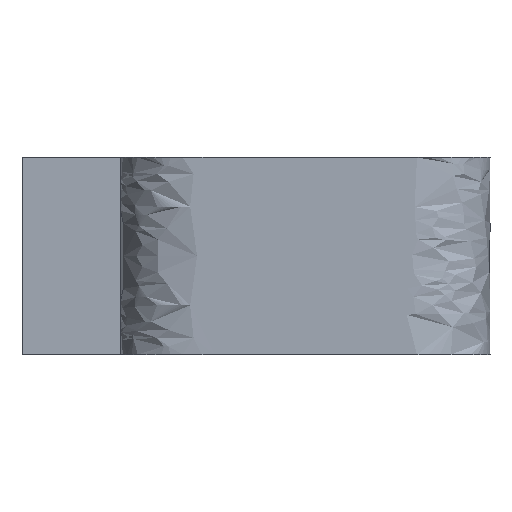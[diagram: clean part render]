
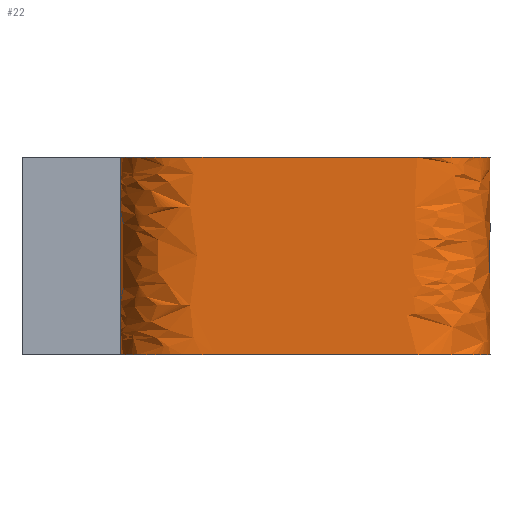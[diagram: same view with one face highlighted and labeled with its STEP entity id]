
A CAD part, left-side view. The second image highlights one B-rep face of the part: STEP entity #22.
In plain terms, the highlighted free-form (B-spline) face has degree [2, 1] with [17, 2] control points.
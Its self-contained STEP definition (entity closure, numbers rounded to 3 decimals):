
#22=ADVANCED_FACE($,(#41),#241,.T.);
#41=FACE_OUTER_BOUND($,#59,.T.);
#59=EDGE_LOOP($,(#91,#92,#93,#94));
#91=ORIENTED_EDGE($,*,*,#196,.T.);
#92=ORIENTED_EDGE($,*,*,#184,.T.);
#93=ORIENTED_EDGE($,*,*,#168,.F.);
#94=ORIENTED_EDGE($,*,*,#172,.F.);
#168=EDGE_CURVE($,#211,#213,#267,.T.);
#172=EDGE_CURVE($,#215,#211,#260,.T.);
#184=EDGE_CURVE($,#227,#213,#261,.T.);
#196=EDGE_CURVE($,#215,#227,#292,.T.);
#211=VERTEX_POINT($,#663);
#213=VERTEX_POINT($,#665);
#215=VERTEX_POINT($,#667);
#227=VERTEX_POINT($,#679);
#241=(
BOUNDED_SURFACE()
B_SPLINE_SURFACE(2,1,((#580,#581),(#582,#583),(#584,#585),(#586,#587),(#588,
#589),(#590,#591),(#592,#593),(#594,#595),(#596,#597),(#598,#599),(#600,
#601),(#602,#603),(#604,#605),(#606,#607),(#608,#609),(#610,#611),(#612,
#613)),.UNSPECIFIED.,.F.,.F.,.F.)
B_SPLINE_SURFACE_WITH_KNOTS((3,2,2,2,2,2,2,2,3),(2,2),(-177.592,
-174.799,-174.014,-165.014,-164.229,
-159.229,-158.443,-149.443,-149.353),
(0.,8.),.UNSPECIFIED.)
GEOMETRIC_REPRESENTATION_ITEM()
RATIONAL_B_SPLINE_SURFACE(((1.,1.),(1.,1.),(1.,1.),(0.707,0.707),
(1.,1.),(1.,1.),(1.,1.),(0.707,0.707),(1.,1.),(1.,
1.),(1.,1.),(0.707,0.707),(1.,1.),(1.,1.),(1.,1.),
(0.966,0.966),(0.941,0.941)))
REPRESENTATION_ITEM($)
SURFACE()
);
#260=(
BOUNDED_CURVE()
B_SPLINE_CURVE(2,(#457,#458,#459,#460,#461,#462,#463,#464,#465,#466,#467,
#468,#469,#470,#471,#472,#473),.UNSPECIFIED.,.F.,.F.)
B_SPLINE_CURVE_WITH_KNOTS((3,2,2,2,2,2,2,2,3),(149.353,149.443,
158.443,159.229,164.229,165.014,174.014,
174.799,177.592),.UNSPECIFIED.)
CURVE()
GEOMETRIC_REPRESENTATION_ITEM()
RATIONAL_B_SPLINE_CURVE((1.,0.996,1.,1.,1.,0.707,
1.,1.,1.,0.707,1.,1.,1.,0.707,1.,1.,1.))
REPRESENTATION_ITEM($)
);
#261=(
BOUNDED_CURVE()
B_SPLINE_CURVE(2,(#496,#497,#498,#499,#500,#501,#502,#503,#504,#505,#506,
#507,#508,#509,#510,#511,#512),.UNSPECIFIED.,.F.,.F.)
B_SPLINE_CURVE_WITH_KNOTS((3,2,2,2,2,2,2,2,3),(149.353,149.443,
158.443,159.229,164.229,165.014,174.014,
174.799,177.592),.UNSPECIFIED.)
CURVE()
GEOMETRIC_REPRESENTATION_ITEM()
RATIONAL_B_SPLINE_CURVE((1.,0.996,1.,1.,1.,0.707,
1.,1.,1.,0.707,1.,1.,1.,0.707,1.,1.,1.))
REPRESENTATION_ITEM($)
);
#267=B_SPLINE_CURVE_WITH_KNOTS($,1,(#442,#443),.UNSPECIFIED.,.F.,.F.,(2,
2),(0.,8.),.UNSPECIFIED.);
#292=B_SPLINE_CURVE_WITH_KNOTS($,1,(#535,#536),.UNSPECIFIED.,.F.,.F.,(2,
2),(0.,8.),.UNSPECIFIED.);
#442=CARTESIAN_POINT($,(143.647,0.,0.));
#443=CARTESIAN_POINT($,(143.647,0.,8.));
#457=CARTESIAN_POINT($,(148.605,-2.5,0.));
#458=CARTESIAN_POINT($,(148.647,-2.748,0.));
#459=CARTESIAN_POINT($,(148.647,-3.,0.));
#460=CARTESIAN_POINT($,(148.647,-7.5,0.));
#461=CARTESIAN_POINT($,(148.647,-12.,0.));
#462=CARTESIAN_POINT($,(148.647,-15.,0.));
#463=CARTESIAN_POINT($,(145.647,-15.,0.));
#464=CARTESIAN_POINT($,(145.147,-15.,0.));
#465=CARTESIAN_POINT($,(136.647,-15.,0.));
#466=CARTESIAN_POINT($,(133.647,-15.,0.));
#467=CARTESIAN_POINT($,(133.647,-12.,0.));
#468=CARTESIAN_POINT($,(133.647,-7.5,0.));
#469=CARTESIAN_POINT($,(133.647,-3.,0.));
#470=CARTESIAN_POINT($,(133.647,0.,0.));
#471=CARTESIAN_POINT($,(136.647,0.,0.));
#472=CARTESIAN_POINT($,(141.395,0.,0.));
#473=CARTESIAN_POINT($,(143.647,0.,0.));
#496=CARTESIAN_POINT($,(148.605,-2.5,8.));
#497=CARTESIAN_POINT($,(148.647,-2.748,8.));
#498=CARTESIAN_POINT($,(148.647,-3.,8.));
#499=CARTESIAN_POINT($,(148.647,-7.5,8.));
#500=CARTESIAN_POINT($,(148.647,-12.,8.));
#501=CARTESIAN_POINT($,(148.647,-15.,8.));
#502=CARTESIAN_POINT($,(145.647,-15.,8.));
#503=CARTESIAN_POINT($,(145.147,-15.,8.));
#504=CARTESIAN_POINT($,(136.647,-15.,8.));
#505=CARTESIAN_POINT($,(133.647,-15.,8.));
#506=CARTESIAN_POINT($,(133.647,-12.,8.));
#507=CARTESIAN_POINT($,(133.647,-7.5,8.));
#508=CARTESIAN_POINT($,(133.647,-3.,8.));
#509=CARTESIAN_POINT($,(133.647,0.,8.));
#510=CARTESIAN_POINT($,(136.647,0.,8.));
#511=CARTESIAN_POINT($,(141.395,0.,8.));
#512=CARTESIAN_POINT($,(143.647,0.,8.));
#535=CARTESIAN_POINT($,(148.605,-2.5,0.));
#536=CARTESIAN_POINT($,(148.605,-2.5,8.));
#580=CARTESIAN_POINT($,(143.647,0.,0.));
#581=CARTESIAN_POINT($,(143.647,0.,8.));
#582=CARTESIAN_POINT($,(141.395,0.,0.));
#583=CARTESIAN_POINT($,(141.395,0.,8.));
#584=CARTESIAN_POINT($,(136.647,0.,0.));
#585=CARTESIAN_POINT($,(136.647,0.,8.));
#586=CARTESIAN_POINT($,(133.647,0.,0.));
#587=CARTESIAN_POINT($,(133.647,0.,8.));
#588=CARTESIAN_POINT($,(133.647,-3.,0.));
#589=CARTESIAN_POINT($,(133.647,-3.,8.));
#590=CARTESIAN_POINT($,(133.647,-7.5,0.));
#591=CARTESIAN_POINT($,(133.647,-7.5,8.));
#592=CARTESIAN_POINT($,(133.647,-12.,0.));
#593=CARTESIAN_POINT($,(133.647,-12.,8.));
#594=CARTESIAN_POINT($,(133.647,-15.,0.));
#595=CARTESIAN_POINT($,(133.647,-15.,8.));
#596=CARTESIAN_POINT($,(136.647,-15.,0.));
#597=CARTESIAN_POINT($,(136.647,-15.,8.));
#598=CARTESIAN_POINT($,(145.147,-15.,0.));
#599=CARTESIAN_POINT($,(145.147,-15.,8.));
#600=CARTESIAN_POINT($,(145.647,-15.,0.));
#601=CARTESIAN_POINT($,(145.647,-15.,8.));
#602=CARTESIAN_POINT($,(148.647,-15.,0.));
#603=CARTESIAN_POINT($,(148.647,-15.,8.));
#604=CARTESIAN_POINT($,(148.647,-12.,0.));
#605=CARTESIAN_POINT($,(148.647,-12.,8.));
#606=CARTESIAN_POINT($,(148.647,-7.5,0.));
#607=CARTESIAN_POINT($,(148.647,-7.5,8.));
#608=CARTESIAN_POINT($,(148.647,-3.,0.));
#609=CARTESIAN_POINT($,(148.647,-3.,8.));
#610=CARTESIAN_POINT($,(148.647,-2.748,0.));
#611=CARTESIAN_POINT($,(148.647,-2.748,8.));
#612=CARTESIAN_POINT($,(148.605,-2.5,0.));
#613=CARTESIAN_POINT($,(148.605,-2.5,8.));
#663=CARTESIAN_POINT($,(143.647,0.,0.));
#665=CARTESIAN_POINT($,(143.647,0.,8.));
#667=CARTESIAN_POINT($,(148.605,-2.5,0.));
#679=CARTESIAN_POINT($,(148.605,-2.5,8.));
